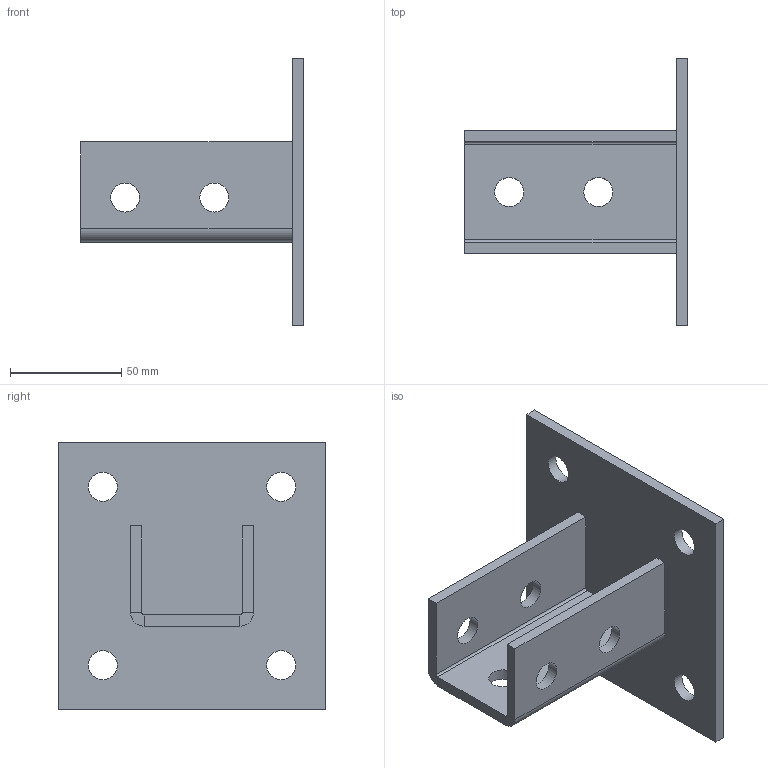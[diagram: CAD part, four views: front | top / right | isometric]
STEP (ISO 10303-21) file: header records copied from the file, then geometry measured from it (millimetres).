
FILE_DESCRIPTION (( 'STEP AP203' ), '1' );
FILE_NAME ('Êðåïëåíèå ê ïîòîëêó BSF-41_BSF4101HDZ.STEP', '2012-11-20T06:31:33', ( 'Àñååâ' ), ( '' ), 'SwSTEP 2.0', 'SolidWorks 2012', '' );
FILE_SCHEMA (( 'CONFIG_CONTROL_DESIGN' ));
Length unit declared in the file: millimetre
Products named in the file (1): Êðåïëåíèå ê ïîòîëêó BSF-41_BSF4101HDZ
Bounding box: 100 x 120 x 120 mm (x, y, z)
Volume: 128061.3 mm3; surface area: 56616.5 mm2
Topology: 1 solids, 1 shells, 33 faces, 84 edges, 54 vertices
Faces by surface type: plane 19, cylinder 14
Full cylindrical faces by diameter (mm): 13 x10
Entity records: 1047 total; most frequent: DIRECTION 168, CARTESIAN_POINT 158, ORIENTED_EDGE 144, EDGE_CURVE 72, EDGE_LOOP 64, AXIS2_PLACEMENT_3D 62, VERTEX_POINT 52, VECTOR 44
